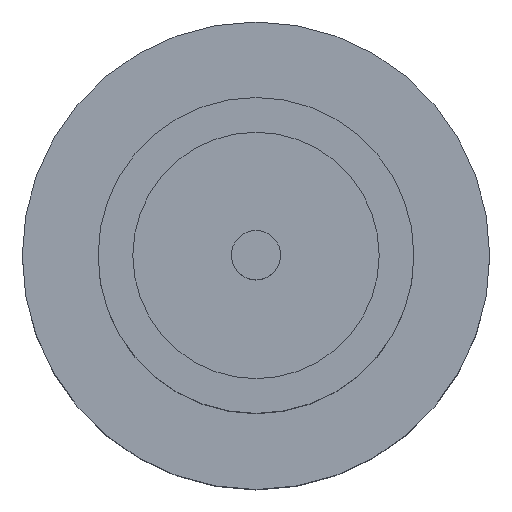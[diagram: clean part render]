
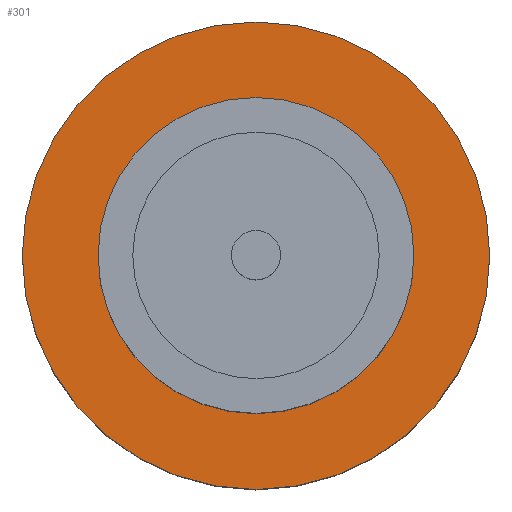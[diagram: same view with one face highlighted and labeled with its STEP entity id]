
A CAD part, top view. The second image highlights one B-rep face of the part: STEP entity #301.
In plain terms, the highlighted planar face has unit normal (0, 0, 1).
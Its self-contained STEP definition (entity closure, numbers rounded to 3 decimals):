
#12 = DIRECTION ( 'NONE',  ( 1., 0., 0. ) ) ;
#21 = CARTESIAN_POINT ( 'NONE',  ( 0., 0., 1.55 ) ) ;
#39 = DIRECTION ( 'NONE',  ( 0., 0., 1. ) ) ;
#52 = EDGE_CURVE ( 'NONE', #374, #711, #226, .T. ) ;
#69 = CARTESIAN_POINT ( 'NONE',  ( -1.85, 0., 1.55 ) ) ;
#94 = DIRECTION ( 'NONE',  ( 0., 0., 1. ) ) ;
#95 = EDGE_CURVE ( 'NONE', #221, #632, #737, .T. ) ;
#148 = CARTESIAN_POINT ( 'NONE',  ( 1.25, 0., 1.55 ) ) ;
#149 = CARTESIAN_POINT ( 'NONE',  ( 0., 0., 1.55 ) ) ;
#164 = ORIENTED_EDGE ( 'NONE', *, *, #757, .F. ) ;
#178 = AXIS2_PLACEMENT_3D ( 'NONE', #21, #321, #12 ) ;
#185 = CARTESIAN_POINT ( 'NONE',  ( 0., 0., 1.55 ) ) ;
#196 = ORIENTED_EDGE ( 'NONE', *, *, #95, .T. ) ;
#217 = AXIS2_PLACEMENT_3D ( 'NONE', #265, #94, #383 ) ;
#221 = VERTEX_POINT ( 'NONE', #664 ) ;
#226 = CIRCLE ( 'NONE', #392, 1.25 ) ;
#265 = CARTESIAN_POINT ( 'NONE',  ( 0., 0., 1.55 ) ) ;
#273 = ORIENTED_EDGE ( 'NONE', *, *, #376, .T. ) ;
#301 = ADVANCED_FACE ( 'NONE', ( #535, #756 ), #676, .T. ) ;
#310 = EDGE_LOOP ( 'NONE', ( #273, #196 ) ) ;
#321 = DIRECTION ( 'NONE',  ( 0., 0., 1. ) ) ;
#332 = DIRECTION ( 'NONE',  ( 1., 0., 0. ) ) ;
#374 = VERTEX_POINT ( 'NONE', #148 ) ;
#376 = EDGE_CURVE ( 'NONE', #632, #221, #501, .T. ) ;
#383 = DIRECTION ( 'NONE',  ( 1., 0., 0. ) ) ;
#392 = AXIS2_PLACEMENT_3D ( 'NONE', #185, #698, #466 ) ;
#419 = CIRCLE ( 'NONE', #608, 1.25 ) ;
#466 = DIRECTION ( 'NONE',  ( 1., 0., 0. ) ) ;
#499 = CARTESIAN_POINT ( 'NONE',  ( 0., 0., 1.55 ) ) ;
#501 = CIRCLE ( 'NONE', #554, 1.85 ) ;
#523 = ORIENTED_EDGE ( 'NONE', *, *, #52, .F. ) ;
#535 = FACE_BOUND ( 'NONE', #740, .T. ) ;
#554 = AXIS2_PLACEMENT_3D ( 'NONE', #499, #560, #621 ) ;
#560 = DIRECTION ( 'NONE',  ( 0., 0., 1. ) ) ;
#608 = AXIS2_PLACEMENT_3D ( 'NONE', #149, #39, #332 ) ;
#621 = DIRECTION ( 'NONE',  ( 1., 0., 0. ) ) ;
#632 = VERTEX_POINT ( 'NONE', #69 ) ;
#664 = CARTESIAN_POINT ( 'NONE',  ( 1.85, 0., 1.55 ) ) ;
#676 = PLANE ( 'NONE',  #217 ) ;
#698 = DIRECTION ( 'NONE',  ( 0., 0., 1. ) ) ;
#711 = VERTEX_POINT ( 'NONE', #714 ) ;
#714 = CARTESIAN_POINT ( 'NONE',  ( -1.25, 0., 1.55 ) ) ;
#737 = CIRCLE ( 'NONE', #178, 1.85 ) ;
#740 = EDGE_LOOP ( 'NONE', ( #523, #164 ) ) ;
#756 = FACE_OUTER_BOUND ( 'NONE', #310, .T. ) ;
#757 = EDGE_CURVE ( 'NONE', #711, #374, #419, .T. ) ;
